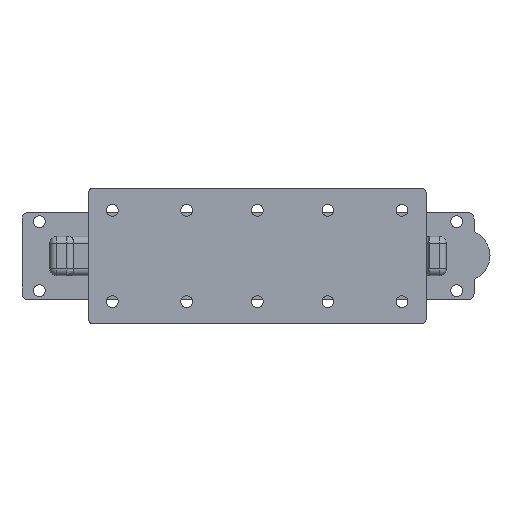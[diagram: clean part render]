
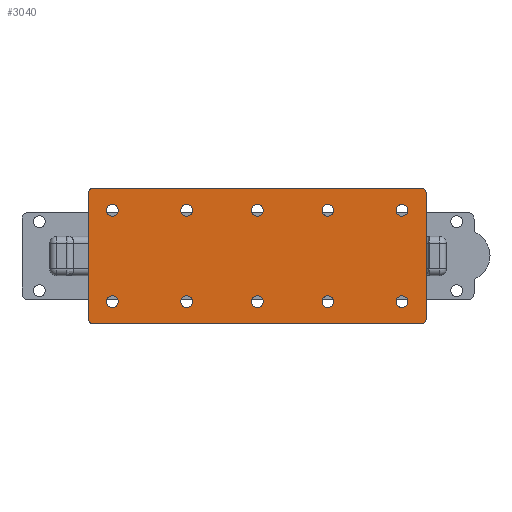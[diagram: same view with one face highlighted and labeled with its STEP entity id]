
A CAD part, top view. The second image highlights one B-rep face of the part: STEP entity #3040.
In plain terms, the highlighted planar face has unit normal (0, 0, 1).
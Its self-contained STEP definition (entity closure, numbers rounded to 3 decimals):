
#85=FACE_BOUND('',#624,.T.);
#86=FACE_BOUND('',#625,.T.);
#87=FACE_BOUND('',#626,.T.);
#88=FACE_BOUND('',#627,.T.);
#89=FACE_BOUND('',#628,.T.);
#90=FACE_BOUND('',#629,.T.);
#91=FACE_BOUND('',#630,.T.);
#92=FACE_BOUND('',#631,.T.);
#93=FACE_BOUND('',#632,.T.);
#94=FACE_BOUND('',#633,.T.);
#155=CIRCLE('',#3244,1.5);
#174=CIRCLE('',#3266,1.5);
#175=CIRCLE('',#3269,1.5);
#176=CIRCLE('',#3272,1.5);
#181=CIRCLE('',#3285,1.7);
#182=CIRCLE('',#3287,1.7);
#183=CIRCLE('',#3289,1.7);
#184=CIRCLE('',#3291,1.7);
#185=CIRCLE('',#3293,1.7);
#186=CIRCLE('',#3295,1.7);
#187=CIRCLE('',#3297,1.7);
#188=CIRCLE('',#3299,1.7);
#189=CIRCLE('',#3301,1.7);
#190=CIRCLE('',#3303,1.7);
#441=FACE_OUTER_BOUND('',#623,.T.);
#623=EDGE_LOOP('',(#2312,#2313,#2314,#2315,#2316,#2317,#2318,#2319));
#624=EDGE_LOOP('',(#2320));
#625=EDGE_LOOP('',(#2321));
#626=EDGE_LOOP('',(#2322));
#627=EDGE_LOOP('',(#2323));
#628=EDGE_LOOP('',(#2324));
#629=EDGE_LOOP('',(#2325));
#630=EDGE_LOOP('',(#2326));
#631=EDGE_LOOP('',(#2327));
#632=EDGE_LOOP('',(#2328));
#633=EDGE_LOOP('',(#2329));
#834=LINE('',#4622,#1092);
#844=LINE('',#4678,#1102);
#847=LINE('',#4686,#1105);
#871=LINE('',#4765,#1129);
#1092=VECTOR('',#3694,10.);
#1102=VECTOR('',#3746,10.);
#1105=VECTOR('',#3755,10.);
#1129=VECTOR('',#3851,10.);
#1346=VERTEX_POINT('',#4609);
#1347=VERTEX_POINT('',#4610);
#1351=VERTEX_POINT('',#4620);
#1375=VERTEX_POINT('',#4672);
#1376=VERTEX_POINT('',#4676);
#1377=VERTEX_POINT('',#4680);
#1378=VERTEX_POINT('',#4681);
#1379=VERTEX_POINT('',#4688);
#1388=VERTEX_POINT('',#4723);
#1389=VERTEX_POINT('',#4727);
#1390=VERTEX_POINT('',#4731);
#1391=VERTEX_POINT('',#4735);
#1392=VERTEX_POINT('',#4739);
#1393=VERTEX_POINT('',#4743);
#1394=VERTEX_POINT('',#4747);
#1395=VERTEX_POINT('',#4751);
#1396=VERTEX_POINT('',#4755);
#1397=VERTEX_POINT('',#4759);
#1658=EDGE_CURVE('',#1346,#1347,#155,.T.);
#1664=EDGE_CURVE('',#1346,#1351,#834,.T.);
#1689=EDGE_CURVE('',#1375,#1351,#174,.T.);
#1692=EDGE_CURVE('',#1375,#1376,#844,.T.);
#1693=EDGE_CURVE('',#1377,#1378,#175,.T.);
#1696=EDGE_CURVE('',#1377,#1347,#847,.T.);
#1697=EDGE_CURVE('',#1379,#1376,#176,.T.);
#1716=EDGE_CURVE('',#1388,#1388,#181,.T.);
#1718=EDGE_CURVE('',#1389,#1389,#182,.T.);
#1720=EDGE_CURVE('',#1390,#1390,#183,.T.);
#1722=EDGE_CURVE('',#1391,#1391,#184,.T.);
#1724=EDGE_CURVE('',#1392,#1392,#185,.T.);
#1726=EDGE_CURVE('',#1393,#1393,#186,.T.);
#1728=EDGE_CURVE('',#1394,#1394,#187,.T.);
#1730=EDGE_CURVE('',#1395,#1395,#188,.T.);
#1732=EDGE_CURVE('',#1396,#1396,#189,.T.);
#1734=EDGE_CURVE('',#1397,#1397,#190,.T.);
#1735=EDGE_CURVE('',#1379,#1378,#871,.T.);
#2312=ORIENTED_EDGE('',*,*,#1658,.F.);
#2313=ORIENTED_EDGE('',*,*,#1664,.T.);
#2314=ORIENTED_EDGE('',*,*,#1689,.F.);
#2315=ORIENTED_EDGE('',*,*,#1692,.T.);
#2316=ORIENTED_EDGE('',*,*,#1697,.F.);
#2317=ORIENTED_EDGE('',*,*,#1735,.T.);
#2318=ORIENTED_EDGE('',*,*,#1693,.F.);
#2319=ORIENTED_EDGE('',*,*,#1696,.T.);
#2320=ORIENTED_EDGE('',*,*,#1716,.T.);
#2321=ORIENTED_EDGE('',*,*,#1718,.T.);
#2322=ORIENTED_EDGE('',*,*,#1720,.T.);
#2323=ORIENTED_EDGE('',*,*,#1722,.T.);
#2324=ORIENTED_EDGE('',*,*,#1724,.T.);
#2325=ORIENTED_EDGE('',*,*,#1726,.T.);
#2326=ORIENTED_EDGE('',*,*,#1728,.T.);
#2327=ORIENTED_EDGE('',*,*,#1730,.T.);
#2328=ORIENTED_EDGE('',*,*,#1732,.T.);
#2329=ORIENTED_EDGE('',*,*,#1734,.T.);
#2943=PLANE('',#3307);
#3040=ADVANCED_FACE('',(#441,#85,#86,#87,#88,#89,#90,#91,#92,#93,#94),#2943,
 .T.);
#3244=AXIS2_PLACEMENT_3D('',#4611,#3684,#3685);
#3266=AXIS2_PLACEMENT_3D('',#4673,#3740,#3741);
#3269=AXIS2_PLACEMENT_3D('',#4682,#3749,#3750);
#3272=AXIS2_PLACEMENT_3D('',#4689,#3758,#3759);
#3285=AXIS2_PLACEMENT_3D('',#4725,#3798,#3799);
#3287=AXIS2_PLACEMENT_3D('',#4729,#3803,#3804);
#3289=AXIS2_PLACEMENT_3D('',#4733,#3808,#3809);
#3291=AXIS2_PLACEMENT_3D('',#4737,#3813,#3814);
#3293=AXIS2_PLACEMENT_3D('',#4741,#3818,#3819);
#3295=AXIS2_PLACEMENT_3D('',#4745,#3823,#3824);
#3297=AXIS2_PLACEMENT_3D('',#4749,#3828,#3829);
#3299=AXIS2_PLACEMENT_3D('',#4753,#3833,#3834);
#3301=AXIS2_PLACEMENT_3D('',#4757,#3838,#3839);
#3303=AXIS2_PLACEMENT_3D('',#4761,#3843,#3844);
#3307=AXIS2_PLACEMENT_3D('',#4766,#3852,#3853);
#3684=DIRECTION('center_axis',(0.,0.,-1.));
#3685=DIRECTION('ref_axis',(-0.707,0.707,0.));
#3694=DIRECTION('',(0.,-1.,0.));
#3740=DIRECTION('center_axis',(0.,0.,-1.));
#3741=DIRECTION('ref_axis',(-0.707,-0.707,0.));
#3746=DIRECTION('',(1.,0.,0.));
#3749=DIRECTION('center_axis',(0.,0.,-1.));
#3750=DIRECTION('ref_axis',(0.707,0.707,0.));
#3755=DIRECTION('',(-1.,0.,0.));
#3758=DIRECTION('center_axis',(0.,0.,-1.));
#3759=DIRECTION('ref_axis',(0.707,-0.707,0.));
#3798=DIRECTION('center_axis',(0.,0.,-1.));
#3799=DIRECTION('ref_axis',(1.,0.,0.));
#3803=DIRECTION('center_axis',(0.,0.,-1.));
#3804=DIRECTION('ref_axis',(1.,0.,0.));
#3808=DIRECTION('center_axis',(0.,0.,-1.));
#3809=DIRECTION('ref_axis',(1.,0.,0.));
#3813=DIRECTION('center_axis',(0.,0.,-1.));
#3814=DIRECTION('ref_axis',(1.,0.,0.));
#3818=DIRECTION('center_axis',(0.,0.,-1.));
#3819=DIRECTION('ref_axis',(1.,0.,0.));
#3823=DIRECTION('center_axis',(0.,0.,-1.));
#3824=DIRECTION('ref_axis',(1.,0.,0.));
#3828=DIRECTION('center_axis',(0.,0.,-1.));
#3829=DIRECTION('ref_axis',(1.,0.,0.));
#3833=DIRECTION('center_axis',(0.,0.,-1.));
#3834=DIRECTION('ref_axis',(1.,0.,0.));
#3838=DIRECTION('center_axis',(0.,0.,-1.));
#3839=DIRECTION('ref_axis',(1.,0.,0.));
#3843=DIRECTION('center_axis',(0.,0.,-1.));
#3844=DIRECTION('ref_axis',(1.,0.,0.));
#3851=DIRECTION('',(0.,1.,0.));
#3852=DIRECTION('center_axis',(0.,0.,1.));
#3853=DIRECTION('ref_axis',(1.,0.,0.));
#4609=CARTESIAN_POINT('',(-46.379,18.2,116.364));
#4610=CARTESIAN_POINT('',(-44.879,19.7,116.364));
#4611=CARTESIAN_POINT('Origin',(-44.879,18.2,116.364));
#4620=CARTESIAN_POINT('',(-46.379,-18.2,116.364));
#4622=CARTESIAN_POINT('',(-46.379,20.7,116.364));
#4672=CARTESIAN_POINT('',(-44.879,-19.7,116.364));
#4673=CARTESIAN_POINT('Origin',(-44.879,-18.2,116.364));
#4676=CARTESIAN_POINT('',(50.021,-19.7,116.364));
#4678=CARTESIAN_POINT('',(-45.379,-19.7,116.364));
#4680=CARTESIAN_POINT('',(50.021,19.7,116.364));
#4681=CARTESIAN_POINT('',(51.521,18.2,116.364));
#4682=CARTESIAN_POINT('Origin',(50.021,18.2,116.364));
#4686=CARTESIAN_POINT('',(50.521,19.7,116.364));
#4688=CARTESIAN_POINT('',(51.521,-18.2,116.364));
#4689=CARTESIAN_POINT('Origin',(50.021,-18.2,116.364));
#4723=CARTESIAN_POINT('',(21.346,13.2,116.364));
#4725=CARTESIAN_POINT('Origin',(23.046,13.2,116.364));
#4727=CARTESIAN_POINT('',(-19.604,-13.2,116.364));
#4729=CARTESIAN_POINT('Origin',(-17.904,-13.2,116.364));
#4731=CARTESIAN_POINT('',(-41.079,-13.2,116.364));
#4733=CARTESIAN_POINT('Origin',(-39.379,-13.2,116.364));
#4735=CARTESIAN_POINT('',(0.871,-13.2,116.364));
#4737=CARTESIAN_POINT('Origin',(2.571,-13.2,116.364));
#4739=CARTESIAN_POINT('',(42.821,13.2,116.364));
#4741=CARTESIAN_POINT('Origin',(44.521,13.2,116.364));
#4743=CARTESIAN_POINT('',(21.346,-13.2,116.364));
#4745=CARTESIAN_POINT('Origin',(23.046,-13.2,116.364));
#4747=CARTESIAN_POINT('',(-19.604,13.2,116.364));
#4749=CARTESIAN_POINT('Origin',(-17.904,13.2,116.364));
#4751=CARTESIAN_POINT('',(-41.079,13.2,116.364));
#4753=CARTESIAN_POINT('Origin',(-39.379,13.2,116.364));
#4755=CARTESIAN_POINT('',(0.871,13.2,116.364));
#4757=CARTESIAN_POINT('Origin',(2.571,13.2,116.364));
#4759=CARTESIAN_POINT('',(42.821,-13.2,116.364));
#4761=CARTESIAN_POINT('Origin',(44.521,-13.2,116.364));
#4765=CARTESIAN_POINT('',(51.521,-20.7,116.364));
#4766=CARTESIAN_POINT('Origin',(2.571,0.,116.364));
